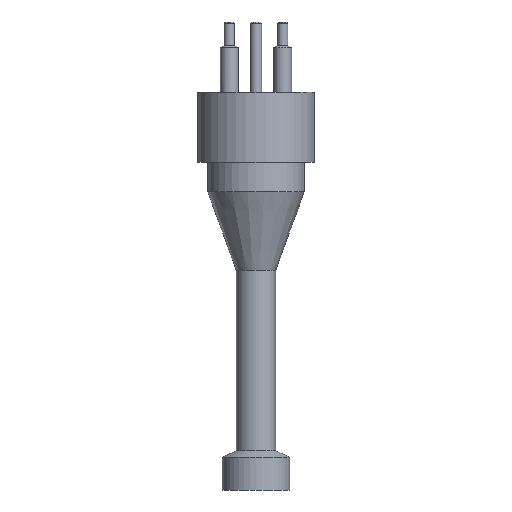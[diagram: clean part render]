
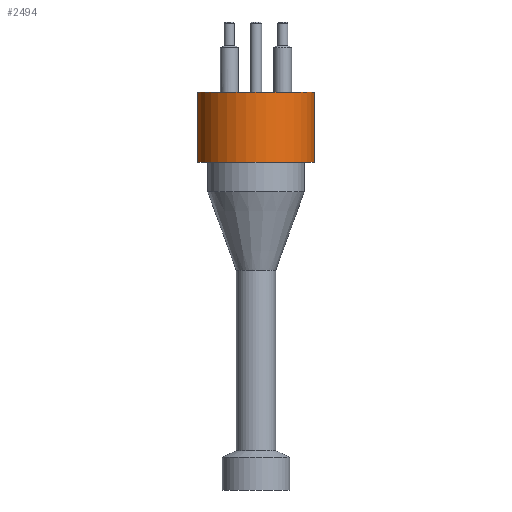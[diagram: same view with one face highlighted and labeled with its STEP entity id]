
A CAD part, front view. The second image highlights one B-rep face of the part: STEP entity #2494.
In plain terms, the highlighted cylindrical face has radius 15.875 mm (diameter 31.75 mm), a full revolution.
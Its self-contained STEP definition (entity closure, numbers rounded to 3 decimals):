
#52=CYLINDRICAL_SURFACE($,#2656,15.875);
#75=CIRCLE($,#2614,15.875);
#94=CIRCLE($,#2657,15.875);
#163=FACE_BOUND($,#611,.T.);
#433=FACE_OUTER_BOUND($,#610,.T.);
#610=EDGE_LOOP($,(#2037));
#611=EDGE_LOOP($,(#2038));
#1158=VERTEX_POINT($,#4113);
#1189=VERTEX_POINT($,#4333);
#1465=EDGE_CURVE($,#1158,#1158,#75,.T.);
#1498=EDGE_CURVE($,#1189,#1189,#94,.T.);
#2037=ORIENTED_EDGE($,*,*,#1465,.T.);
#2038=ORIENTED_EDGE($,*,*,#1498,.F.);
#2494=ADVANCED_FACE($,(#433,#163),#52,.T.);
#2614=AXIS2_PLACEMENT_3D($,#4114,#2998,#2999);
#2656=AXIS2_PLACEMENT_3D($,#4332,#3082,#3083);
#2657=AXIS2_PLACEMENT_3D($,#4334,#3084,#3085);
#2998=DIRECTION('center_axis',(0.,0.,-1.));
#2999=DIRECTION('ref_axis',(-1.,0.,0.));
#3082=DIRECTION('center_axis',(0.,0.,-1.));
#3083=DIRECTION('ref_axis',(-1.,0.,0.));
#3084=DIRECTION('center_axis',(0.,0.,-1.));
#3085=DIRECTION('ref_axis',(-1.,0.,0.));
#4113=CARTESIAN_POINT('',(-15.875,35.647,76.11));
#4114=CARTESIAN_POINT('Origin',(0.,35.647,
76.11));
#4332=CARTESIAN_POINT('Origin',(0.,35.647,
26.078));
#4333=CARTESIAN_POINT('',(-15.875,35.647,57.06));
#4334=CARTESIAN_POINT('Origin',(0.,35.647,
57.06));
